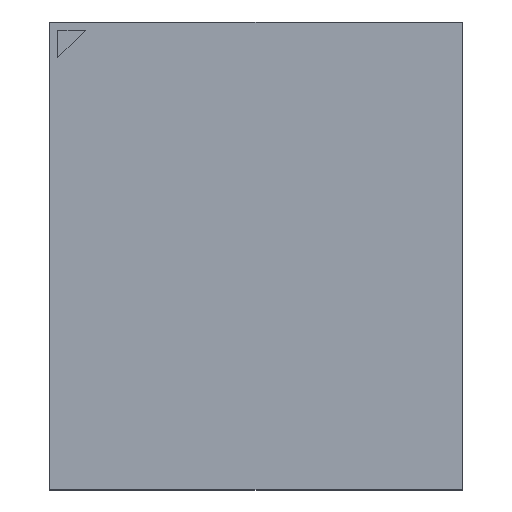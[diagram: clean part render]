
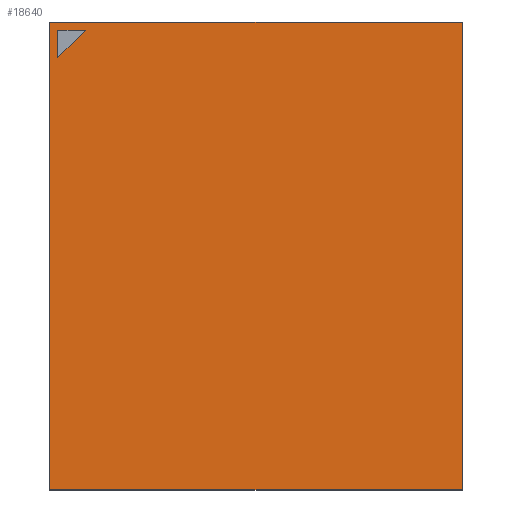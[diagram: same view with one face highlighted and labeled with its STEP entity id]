
A CAD part, top view. The second image highlights one B-rep face of the part: STEP entity #18640.
In plain terms, the highlighted planar face has unit normal (0, 0, 1).
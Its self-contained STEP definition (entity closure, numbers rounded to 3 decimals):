
#18411=CARTESIAN_POINT('',(-6.2,8.2,1.4));
#18412=VERTEX_POINT('',#18411);
#18419=CARTESIAN_POINT('',(-7.2,8.2,1.4));
#18420=VERTEX_POINT('',#18419);
#18421=CARTESIAN_POINT('',(-7.2,8.2,1.4));
#18422=DIRECTION('',(1.0,0.0,0.0));
#18423=VECTOR('',#18422,1.0);
#18424=LINE('',#18421,#18423);
#18425=EDGE_CURVE('',#18420,#18412,#18424,.T.);
#18450=CARTESIAN_POINT('',(-7.2,7.2,1.4));
#18451=VERTEX_POINT('',#18450);
#18452=CARTESIAN_POINT('',(-7.2,7.2,1.4));
#18453=DIRECTION('',(0.0,1.0,0.0));
#18454=VECTOR('',#18453,1.0);
#18455=LINE('',#18452,#18454);
#18456=EDGE_CURVE('',#18451,#18420,#18455,.T.);
#18479=CARTESIAN_POINT('',(-6.2,8.2,1.4));
#18480=DIRECTION('',(-0.707,-0.707,0.0));
#18481=VECTOR('',#18480,1.414);
#18482=LINE('',#18479,#18481);
#18483=EDGE_CURVE('',#18412,#18451,#18482,.T.);
#18505=CARTESIAN_POINT('',(7.5,8.5,1.4));
#18506=VERTEX_POINT('',#18505);
#18507=CARTESIAN_POINT('',(7.5,-8.5,1.4));
#18508=VERTEX_POINT('',#18507);
#18509=CARTESIAN_POINT('',(7.5,8.5,1.4));
#18510=DIRECTION('',(0.0,-1.0,0.0));
#18511=VECTOR('',#18510,17.0);
#18512=LINE('',#18509,#18511);
#18513=EDGE_CURVE('',#18506,#18508,#18512,.T.);
#18545=CARTESIAN_POINT('',(-7.5,-8.5,1.4));
#18546=VERTEX_POINT('',#18545);
#18547=CARTESIAN_POINT('',(7.5,-8.5,1.4));
#18548=DIRECTION('',(-1.0,0.0,0.0));
#18549=VECTOR('',#18548,15.0);
#18550=LINE('',#18547,#18549);
#18551=EDGE_CURVE('',#18508,#18546,#18550,.T.);
#18576=CARTESIAN_POINT('',(-7.5,8.5,1.4));
#18577=VERTEX_POINT('',#18576);
#18578=CARTESIAN_POINT('',(-7.5,-8.5,1.4));
#18579=DIRECTION('',(0.0,1.0,0.0));
#18580=VECTOR('',#18579,17.0);
#18581=LINE('',#18578,#18580);
#18582=EDGE_CURVE('',#18546,#18577,#18581,.T.);
#18607=CARTESIAN_POINT('',(-7.5,8.5,1.4));
#18608=DIRECTION('',(1.0,0.0,0.0));
#18609=VECTOR('',#18608,15.0);
#18610=LINE('',#18607,#18609);
#18611=EDGE_CURVE('',#18577,#18506,#18610,.T.);
#18624=CARTESIAN_POINT('',(0.0,0.0,1.4));
#18625=DIRECTION('',(0.0,0.0,1.0));
#18626=DIRECTION('',(1.0,0.0,0.0));
#18627=AXIS2_PLACEMENT_3D('',#18624,#18625,#18626);
#18628=PLANE('',#18627);
#18629=ORIENTED_EDGE('',*,*,#18513,.F.);
#18630=ORIENTED_EDGE('',*,*,#18611,.F.);
#18631=ORIENTED_EDGE('',*,*,#18582,.F.);
#18632=ORIENTED_EDGE('',*,*,#18551,.F.);
#18633=EDGE_LOOP('',(#18629,#18630,#18631,#18632));
#18634=FACE_OUTER_BOUND('',#18633,.T.);
#18635=ORIENTED_EDGE('',*,*,#18425,.T.);
#18636=ORIENTED_EDGE('',*,*,#18483,.T.);
#18637=ORIENTED_EDGE('',*,*,#18456,.T.);
#18638=EDGE_LOOP('',(#18635,#18636,#18637));
#18639=FACE_BOUND('',#18638,.T.);
#18640=ADVANCED_FACE('',(#18634,#18639),#18628,.T.);
